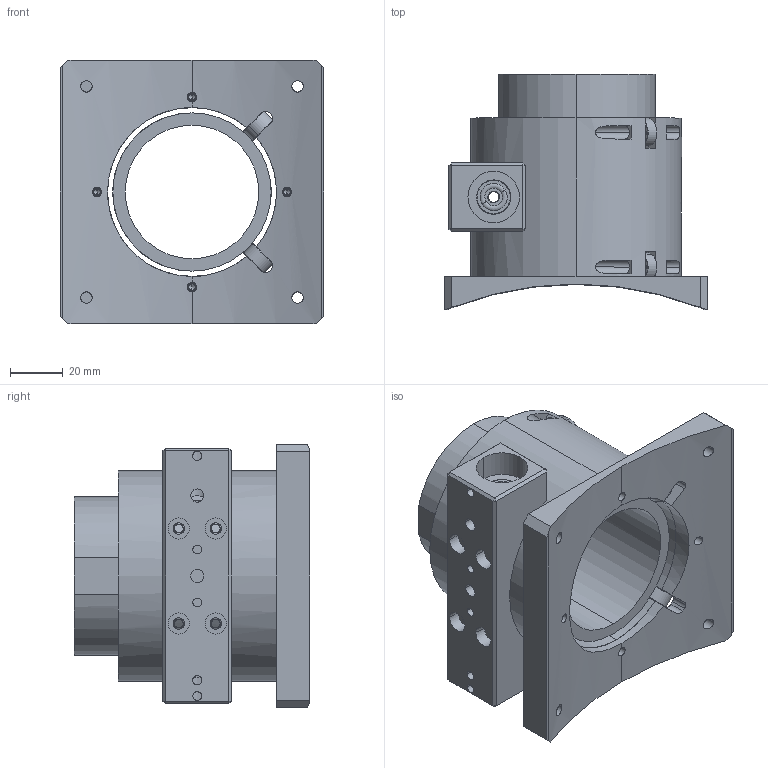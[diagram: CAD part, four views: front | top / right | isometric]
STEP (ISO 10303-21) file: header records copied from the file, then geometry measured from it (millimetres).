
FILE_DESCRIPTION (( 'STEP AP214' ), '1' );
FILE_NAME ('Newton_telescope_focuser.STEP', '2020-04-18T18:28:00', ( '' ), ( '' ), 'SwSTEP 2.0', 'SolidWorks 2018', '' );
FILE_SCHEMA (( 'AUTOMOTIVE_DESIGN' ));
Length unit declared in the file: millimetre
Products named in the file (8): radial ball bearing_68_din_DIN 625 - 638_5 - 10,SI,NC,10_68; szorito; talp; Newton_telescope_focuser; tengely_haz; Cso; Haz; radial ball bearing_68_din_DIN 625 - 624 - 8,SI,NC,8_68
Assembly tree (10 placements, depth 2):
  Newton_telescope_focuser
    Cso
    Haz
    radial ball bearing_68_din_DIN 625 - 638_5 - 10,SI,NC,10_68  x4
    tengely_haz
    szorito
    radial ball bearing_68_din_DIN 625 - 624 - 8,SI,NC,8_68
    talp
Bounding box: 100 x 89.17 x 100 mm (x, y, z)
Volume: 246152.1 mm3; surface area: 97713.7 mm2
Topology: 10 solids, 10 shells, 397 faces, 975 edges, 606 vertices
Faces by surface type: cylinder 176, plane 145, torus 60, cone 16
Entity records: 12219 total; most frequent: CARTESIAN_POINT 3800, DIRECTION 1641, ORIENTED_EDGE 1598, EDGE_CURVE 799, AXIS2_PLACEMENT_3D 627, VERTEX_POINT 510, EDGE_LOOP 403, VECTOR 387
